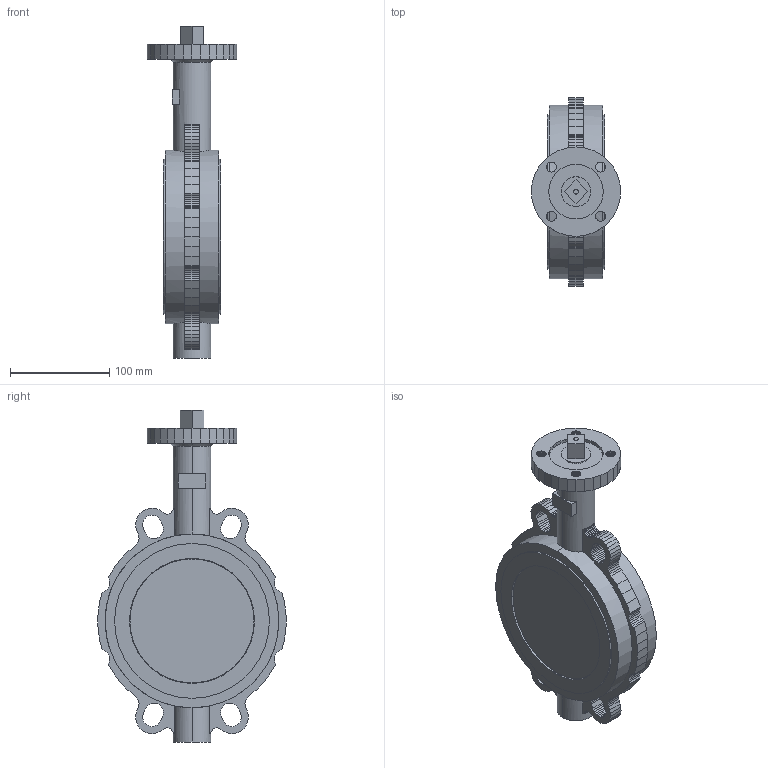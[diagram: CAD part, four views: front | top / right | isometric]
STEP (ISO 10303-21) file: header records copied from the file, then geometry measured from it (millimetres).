
FILE_DESCRIPTION(('CATIA V5 STEP Exchange','CAx-IF Rec.Pracs.--- Model Styling and Organization---1.4--- 2014-01-23','CAx-IF Rec.Pracs.---3D Tessellated Data Validation Properties---0.5---2014-09-14'),'2;1');
FILE_NAME('STEP_639121_-_TST.stp','2021-02-22T16:45:38+00:00',('none'),('none'),'CATIA Version 5-6 Release 2019 SP3','CATIA V5 STEP AP242 v1','none');
FILE_SCHEMA(('AP242_MANAGED_MODEL_BASED_3D_ENGINEERING_MIM_LF {1 0 10303 442 1 1 4}'));
Length unit declared in the file: millimetre
Products named in the file (1): 639121 - TST
Bounding box: 90 x 190 x 334.45 mm (x, y, z)
Volume: 1169266.1 mm3; surface area: 199992.9 mm2
Topology: 1 solids, 1 shells, 603 faces, 1781 edges, 1186 vertices
Faces by surface type: plane 561, cylinder 32, cone 10
Entity records: 19940 total; most frequent: CARTESIAN_POINT 4093, ORIENTED_EDGE 3562, DIRECTION 2824, EDGE_CURVE 1781, VECTOR 1624, LINE 1624, VERTEX_POINT 1186, AXIS2_PLACEMENT_3D 640
